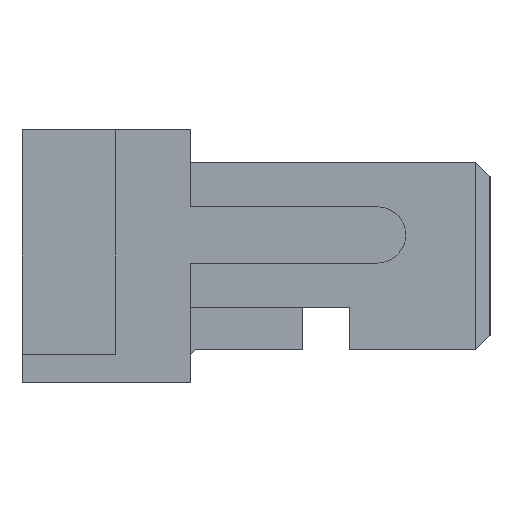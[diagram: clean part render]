
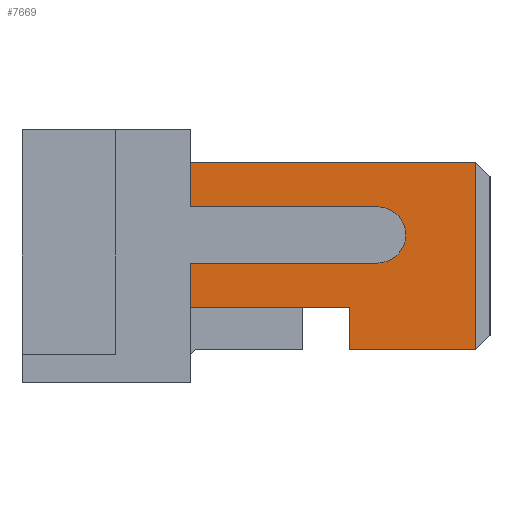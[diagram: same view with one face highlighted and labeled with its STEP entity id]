
A CAD part, left-side view. The second image highlights one B-rep face of the part: STEP entity #7669.
In plain terms, the highlighted planar face has unit normal (-1, 0, 0).
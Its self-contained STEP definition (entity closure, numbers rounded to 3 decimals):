
#586 = DIRECTION ( 'NONE',  ( 0., 0., 1. ) ) ;
#1109 = ORIENTED_EDGE ( 'NONE', *, *, #15685, .F. ) ;
#1116 = ORIENTED_EDGE ( 'NONE', *, *, #2912, .F. ) ;
#1435 = EDGE_CURVE ( 'NONE', #9736, #7507, #11356, .T. ) ;
#1569 = VECTOR ( 'NONE', #9507, 1000. ) ;
#1622 = CARTESIAN_POINT ( 'NONE',  ( -2.2, 3.2, 0.525 ) ) ;
#1661 = EDGE_CURVE ( 'NONE', #10886, #5927, #14822, .T. ) ;
#1805 = CARTESIAN_POINT ( 'NONE',  ( -2.2, 1.2, 0.225 ) ) ;
#1895 = CARTESIAN_POINT ( 'NONE',  ( -2.2, 3.2, -0.075 ) ) ;
#2058 = DIRECTION ( 'NONE',  ( 0., 0., 1. ) ) ;
#2231 = VERTEX_POINT ( 'NONE', #1895 ) ;
#2317 = ORIENTED_EDGE ( 'NONE', *, *, #16378, .F. ) ;
#2912 = EDGE_CURVE ( 'NONE', #13833, #7507, #3817, .T. ) ;
#3020 = ORIENTED_EDGE ( 'NONE', *, *, #5512, .T. ) ;
#3232 = VERTEX_POINT ( 'NONE', #11452 ) ;
#3309 = ORIENTED_EDGE ( 'NONE', *, *, #10468, .T. ) ;
#3479 = VECTOR ( 'NONE', #6160, 1000. ) ;
#3817 = LINE ( 'NONE', #7994, #12164 ) ;
#4166 = LINE ( 'NONE', #14935, #1569 ) ;
#4905 = AXIS2_PLACEMENT_3D ( 'NONE', #11719, #17149, #13139 ) ;
#5094 = EDGE_CURVE ( 'NONE', #11277, #2231, #7517, .T. ) ;
#5296 = VECTOR ( 'NONE', #15370, 1000. ) ;
#5318 = DIRECTION ( 'NONE',  ( 0., -1., 0. ) ) ;
#5512 = EDGE_CURVE ( 'NONE', #11277, #10886, #8655, .T. ) ;
#5520 = CIRCLE ( 'NONE', #11495, 0.3 ) ;
#5804 = VECTOR ( 'NONE', #2058, 1000. ) ;
#5927 = VERTEX_POINT ( 'NONE', #6223 ) ;
#5938 = CARTESIAN_POINT ( 'NONE',  ( -2.2, 0.15, 1. ) ) ;
#6160 = DIRECTION ( 'NONE',  ( 0., -1., 0. ) ) ;
#6223 = CARTESIAN_POINT ( 'NONE',  ( -2.2, 1.5, -1. ) ) ;
#6287 = FACE_OUTER_BOUND ( 'NONE', #17128, .T. ) ;
#6321 = CARTESIAN_POINT ( 'NONE',  ( -2.2, 1.5, -0.55 ) ) ;
#6325 = VERTEX_POINT ( 'NONE', #11545 ) ;
#6391 = ORIENTED_EDGE ( 'NONE', *, *, #5094, .F. ) ;
#6450 = DIRECTION ( 'NONE',  ( 0., -1., 0. ) ) ;
#7507 = VERTEX_POINT ( 'NONE', #5938 ) ;
#7517 = LINE ( 'NONE', #14446, #9725 ) ;
#7626 = CARTESIAN_POINT ( 'NONE',  ( -2.2, 0.15, -1. ) ) ;
#7669 = ADVANCED_FACE ( 'NONE', ( #6287 ), #9135, .F. ) ;
#7994 = CARTESIAN_POINT ( 'NONE',  ( -2.2, 3.2, 1. ) ) ;
#8054 = LINE ( 'NONE', #8147, #17103 ) ;
#8147 = CARTESIAN_POINT ( 'NONE',  ( -2.2, 1.5, -1. ) ) ;
#8655 = LINE ( 'NONE', #14081, #3479 ) ;
#9135 = PLANE ( 'NONE',  #4905 ) ;
#9189 = CARTESIAN_POINT ( 'NONE',  ( -2.2, 1.2, -0.075 ) ) ;
#9413 = VECTOR ( 'NONE', #15866, 1000. ) ;
#9507 = DIRECTION ( 'NONE',  ( 0., 1., 0. ) ) ;
#9580 = DIRECTION ( 'NONE',  ( 0., 0., -1. ) ) ;
#9725 = VECTOR ( 'NONE', #586, 1000. ) ;
#9736 = VERTEX_POINT ( 'NONE', #15362 ) ;
#10468 = EDGE_CURVE ( 'NONE', #6325, #2231, #17553, .T. ) ;
#10641 = VERTEX_POINT ( 'NONE', #1622 ) ;
#10886 = VERTEX_POINT ( 'NONE', #6321 ) ;
#11182 = EDGE_CURVE ( 'NONE', #5927, #9736, #8054, .T. ) ;
#11277 = VERTEX_POINT ( 'NONE', #11962 ) ;
#11327 = ORIENTED_EDGE ( 'NONE', *, *, #1661, .T. ) ;
#11356 = LINE ( 'NONE', #7626, #5296 ) ;
#11452 = CARTESIAN_POINT ( 'NONE',  ( -2.2, 1.2, 0.525 ) ) ;
#11495 = AXIS2_PLACEMENT_3D ( 'NONE', #1805, #12744, #12660 ) ;
#11545 = CARTESIAN_POINT ( 'NONE',  ( -2.2, 1.2, -0.075 ) ) ;
#11711 = CARTESIAN_POINT ( 'NONE',  ( -2.2, 1.5, -0.55 ) ) ;
#11719 = CARTESIAN_POINT ( 'NONE',  ( -2.2, 0., 0.525 ) ) ;
#11962 = CARTESIAN_POINT ( 'NONE',  ( -2.2, 3.2, -0.55 ) ) ;
#12164 = VECTOR ( 'NONE', #5318, 1000. ) ;
#12366 = ORIENTED_EDGE ( 'NONE', *, *, #1435, .T. ) ;
#12660 = DIRECTION ( 'NONE',  ( 0., 0., -1. ) ) ;
#12744 = DIRECTION ( 'NONE',  ( -1., 0., 0. ) ) ;
#12964 = ORIENTED_EDGE ( 'NONE', *, *, #11182, .T. ) ;
#13003 = LINE ( 'NONE', #16925, #5804 ) ;
#13139 = DIRECTION ( 'NONE',  ( 0., 1., 0. ) ) ;
#13833 = VERTEX_POINT ( 'NONE', #15565 ) ;
#14081 = CARTESIAN_POINT ( 'NONE',  ( -2.2, 3.2, -0.55 ) ) ;
#14102 = VECTOR ( 'NONE', #9580, 1000. ) ;
#14446 = CARTESIAN_POINT ( 'NONE',  ( -2.2, 3.2, -0.55 ) ) ;
#14822 = LINE ( 'NONE', #11711, #14102 ) ;
#14935 = CARTESIAN_POINT ( 'NONE',  ( -2.2, 1.2, 0.525 ) ) ;
#15222 = EDGE_CURVE ( 'NONE', #10641, #13833, #13003, .T. ) ;
#15362 = CARTESIAN_POINT ( 'NONE',  ( -2.2, 0.15, -1. ) ) ;
#15370 = DIRECTION ( 'NONE',  ( 0., 0., 1. ) ) ;
#15565 = CARTESIAN_POINT ( 'NONE',  ( -2.2, 3.2, 1. ) ) ;
#15685 = EDGE_CURVE ( 'NONE', #6325, #3232, #5520, .T. ) ;
#15835 = ORIENTED_EDGE ( 'NONE', *, *, #15222, .F. ) ;
#15866 = DIRECTION ( 'NONE',  ( 0., 1., 0. ) ) ;
#16378 = EDGE_CURVE ( 'NONE', #3232, #10641, #4166, .T. ) ;
#16925 = CARTESIAN_POINT ( 'NONE',  ( -2.2, 3.2, 0.525 ) ) ;
#17103 = VECTOR ( 'NONE', #6450, 1000. ) ;
#17128 = EDGE_LOOP ( 'NONE', ( #1116, #15835, #2317, #1109, #3309, #6391, #3020, #11327, #12964, #12366 ) ) ;
#17149 = DIRECTION ( 'NONE',  ( 1., 0., 0. ) ) ;
#17553 = LINE ( 'NONE', #9189, #9413 ) ;
